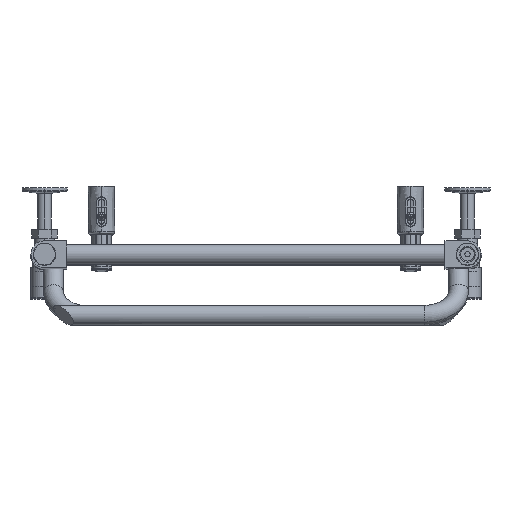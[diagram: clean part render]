
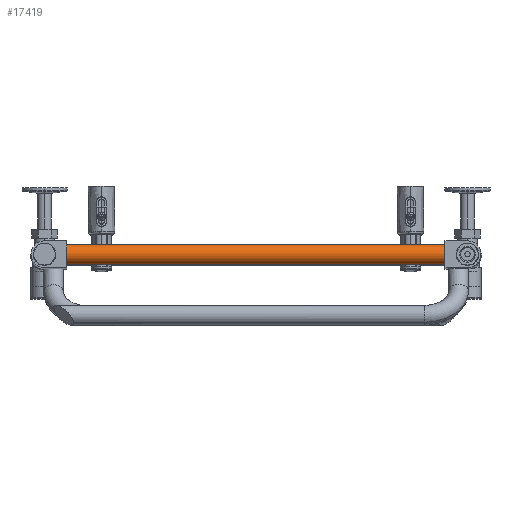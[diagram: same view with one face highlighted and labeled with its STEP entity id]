
A CAD part, top view. The second image highlights one B-rep face of the part: STEP entity #17419.
In plain terms, the highlighted cylindrical face has radius 11 mm (diameter 22 mm), a partial arc.
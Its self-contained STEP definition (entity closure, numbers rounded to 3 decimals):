
#944 = DIRECTION ( 'NONE',  ( 0., 0., -1. ) ) ;
#1115 = CARTESIAN_POINT ( 'NONE',  ( -11., 0., 420. ) ) ;
#1116 = VECTOR ( 'NONE', #944, 1000. ) ;
#1118 = LINE ( 'NONE', #1115, #1116 ) ;
#1600 = CARTESIAN_POINT ( 'NONE',  ( -11., 0., 0. ) ) ;
#1632 = DIRECTION ( 'NONE',  ( 1., 0., 0. ) ) ;
#1633 = AXIS2_PLACEMENT_3D ( 'NONE', #1651, #1641, #1632 ) ;
#1636 = CARTESIAN_POINT ( 'NONE',  ( -11., 0., 420. ) ) ;
#1637 = DIRECTION ( 'NONE',  ( -1., 0., 0. ) ) ;
#1638 = DIRECTION ( 'NONE',  ( 0., 0., -1. ) ) ;
#1639 = AXIS2_PLACEMENT_3D ( 'NONE', #1654, #1638, #1637 ) ;
#1640 = CYLINDRICAL_SURFACE ( 'NONE', #1639, 11. ) ;
#1641 = DIRECTION ( 'NONE',  ( 0., 0., 1. ) ) ;
#1643 = DIRECTION ( 'NONE',  ( 1., 0., 0. ) ) ;
#1644 = DIRECTION ( 'NONE',  ( 0., 0., 1. ) ) ;
#1645 = CARTESIAN_POINT ( 'NONE',  ( 0., 0., 420. ) ) ;
#1646 = AXIS2_PLACEMENT_3D ( 'NONE', #1645, #1644, #1643 ) ;
#1647 = CIRCLE ( 'NONE', #1646, 11. ) ;
#1648 = CIRCLE ( 'NONE', #1633, 11. ) ;
#1651 = CARTESIAN_POINT ( 'NONE',  ( 0., 0., 0. ) ) ;
#1653 = FACE_OUTER_BOUND ( 'NONE', #17433, .T. ) ;
#1654 = CARTESIAN_POINT ( 'NONE',  ( 0., 0., 420. ) ) ;
#1668 = DIRECTION ( 'NONE',  ( 0., 0., -1. ) ) ;
#1669 = VECTOR ( 'NONE', #1668, 1000. ) ;
#1670 = CARTESIAN_POINT ( 'NONE',  ( 11., 0., 420. ) ) ;
#1672 = LINE ( 'NONE', #1670, #1669 ) ;
#1674 = CARTESIAN_POINT ( 'NONE',  ( 11., 0., 420. ) ) ;
#1677 = CARTESIAN_POINT ( 'NONE',  ( 11., 0., 0. ) ) ;
#17411 = VERTEX_POINT ( 'NONE', #1600 ) ;
#17413 = ORIENTED_EDGE ( 'NONE', *, *, #17437, .F. ) ;
#17414 = EDGE_CURVE ( 'NONE', #17427, #17411, #1118, .T. ) ;
#17415 = EDGE_CURVE ( 'NONE', #17427, #17439, #1647, .T. ) ;
#17418 = ORIENTED_EDGE ( 'NONE', *, *, #17415, .F. ) ;
#17419 = ADVANCED_FACE ( 'NONE', ( #1653 ), #1640, .T. ) ;
#17420 = EDGE_CURVE ( 'NONE', #17411, #17428, #1648, .T. ) ;
#17427 = VERTEX_POINT ( 'NONE', #1636 ) ;
#17428 = VERTEX_POINT ( 'NONE', #1677 ) ;
#17433 = EDGE_LOOP ( 'NONE', ( #17413, #17418, #17482, #17481 ) ) ;
#17437 = EDGE_CURVE ( 'NONE', #17439, #17428, #1672, .T. ) ;
#17439 = VERTEX_POINT ( 'NONE', #1674 ) ;
#17481 = ORIENTED_EDGE ( 'NONE', *, *, #17420, .T. ) ;
#17482 = ORIENTED_EDGE ( 'NONE', *, *, #17414, .T. ) ;
